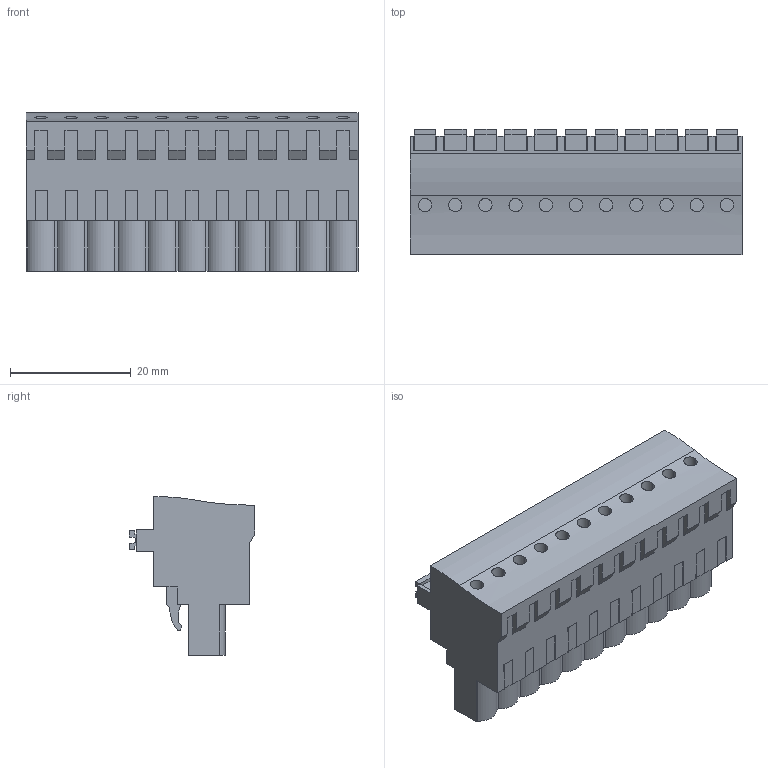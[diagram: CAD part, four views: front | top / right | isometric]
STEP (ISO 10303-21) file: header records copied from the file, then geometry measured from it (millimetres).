
FILE_DESCRIPTION(('CATIA V5 STEP Exchange','CAx-IF Rec.Pracs.--- Model Styling and Organization---1.2---2011-12-15'),'2;1');
FILE_NAME ('D1461068_0_1980260000_1980260000.stp','2017-09-23T15:05:25+00:00',('none'),('Weidmueller'),'CATIA Version 5-6 Release 2014','CATIA V5 STEP AP214','none');
FILE_SCHEMA(('AUTOMOTIVE_DESIGN { 1 0 10303 214 1 1 1 1 }'));
Length unit declared in the file: millimetre
Products named in the file (1): 1980260000
Bounding box: 55 x 20.79 x 26.24 mm (x, y, z)
Volume: 16647.3 mm3; surface area: 7582.3 mm2
Topology: 12 solids, 12 shells, 707 faces, 2021 edges, 1382 vertices
Faces by surface type: plane 567, cylinder 132, extrusion 8
Entity records: 21446 total; most frequent: CARTESIAN_POINT 4228, ORIENTED_EDGE 4042, DIRECTION 2729, EDGE_CURVE 2021, VECTOR 1711, LINE 1703, VERTEX_POINT 1382, EDGE_LOOP 751
